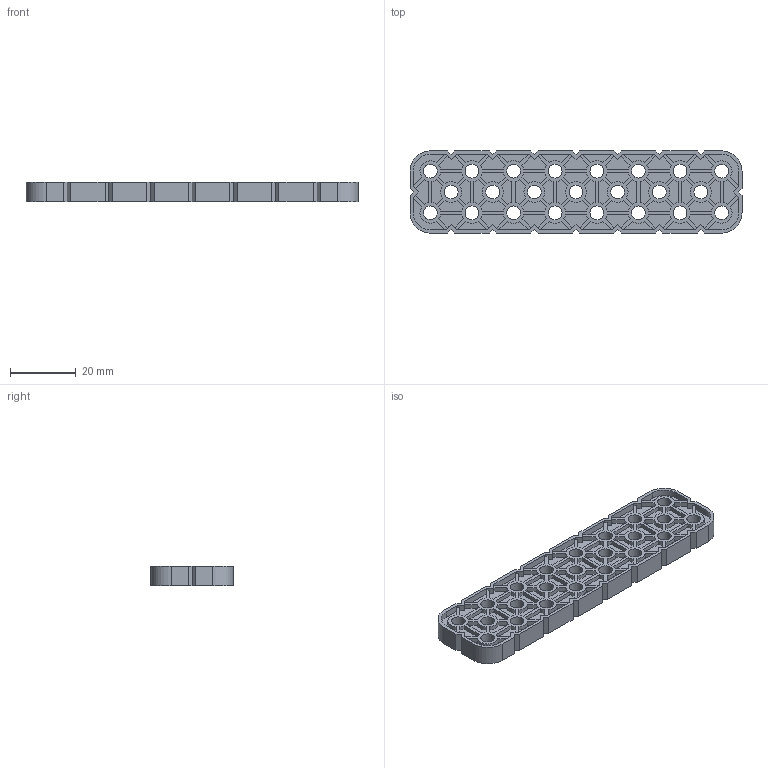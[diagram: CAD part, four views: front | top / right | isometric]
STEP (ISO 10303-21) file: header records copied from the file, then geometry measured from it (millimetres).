
FILE_DESCRIPTION (( 'STEP AP214' ), '1' );
FILE_NAME ('228-2500-023.STEP', '2014-03-06T17:51:22', ( '' ), ( '' ), 'SwSTEP 2.0', 'SolidWorks 2013', '' );
FILE_SCHEMA (( 'AUTOMOTIVE_DESIGN' ));
Length unit declared in the file: millimetre
Products named in the file (1): 228-2500-023
Bounding box: 101.3 x 25.1 x 6.1 mm (x, y, z)
Volume: 7305.9 mm3; surface area: 10850.5 mm2
Topology: 1 solids, 1 shells, 948 faces, 2664 edges, 1776 vertices
Faces by surface type: plane 608, cylinder 340
Entity records: 30714 total; most frequent: CARTESIAN_POINT 5389, ORIENTED_EDGE 5328, DIRECTION 5242, EDGE_CURVE 2664, LINE 1984, VECTOR 1984, VERTEX_POINT 1776, AXIS2_PLACEMENT_3D 1629
